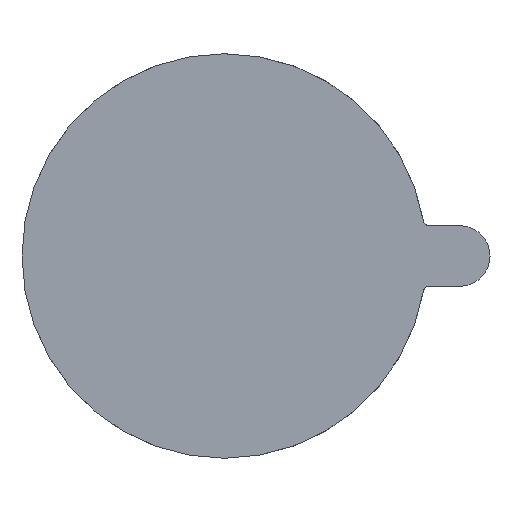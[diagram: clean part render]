
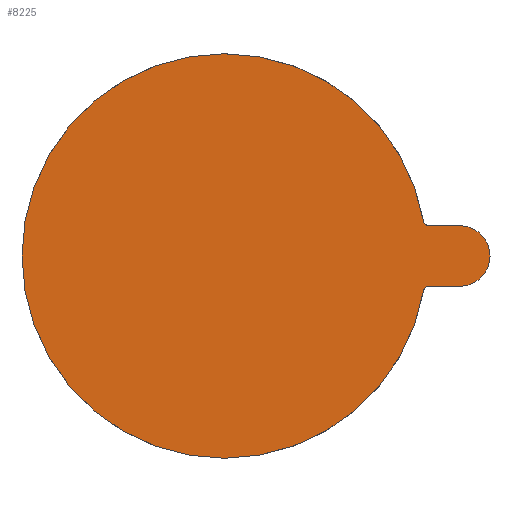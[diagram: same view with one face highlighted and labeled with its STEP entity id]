
A CAD part, top view. The second image highlights one B-rep face of the part: STEP entity #8225.
In plain terms, the highlighted planar face has unit normal (0, 0, 1).
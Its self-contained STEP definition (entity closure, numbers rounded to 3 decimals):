
#27 = VERTEX_POINT ( 'NONE', #8667 ) ;
#38 = VECTOR ( 'NONE', #11598, 1000. ) ;
#240 = DIRECTION ( 'NONE',  ( 0., 1., 0. ) ) ;
#381 = CARTESIAN_POINT ( 'NONE',  ( 70.223, 50.036, 0.34 ) ) ;
#668 = DIRECTION ( 'NONE',  ( 0., 1., 0. ) ) ;
#873 = EDGE_CURVE ( 'NONE', #3851, #27, #4015, .T. ) ;
#1244 = CIRCLE ( 'NONE', #9583, 0.504 ) ;
#1584 = ORIENTED_EDGE ( 'NONE', *, *, #2008, .T. ) ;
#1926 = EDGE_CURVE ( 'NONE', #27, #8862, #10794, .T. ) ;
#2008 = EDGE_CURVE ( 'NONE', #2694, #4420, #7401, .T. ) ;
#2028 = DIRECTION ( 'NONE',  ( 0., 0., 1. ) ) ;
#2136 = DIRECTION ( 'NONE',  ( -1., 0., 0. ) ) ;
#2224 = ORIENTED_EDGE ( 'NONE', *, *, #10587, .F. ) ;
#2276 = LINE ( 'NONE', #8713, #8795 ) ;
#2304 = CARTESIAN_POINT ( 'NONE',  ( 70.221, 49.538, 0.34 ) ) ;
#2694 = VERTEX_POINT ( 'NONE', #3103 ) ;
#2753 = VERTEX_POINT ( 'NONE', #4291 ) ;
#2909 = DIRECTION ( 'NONE',  ( 0., 1., 0. ) ) ;
#2949 = CIRCLE ( 'NONE', #4505, 20. ) ;
#3027 = CARTESIAN_POINT ( 'NONE',  ( 70.225, 56.036, 0.34 ) ) ;
#3103 = CARTESIAN_POINT ( 'NONE',  ( 73.298, 50.036, 0.34 ) ) ;
#3571 = AXIS2_PLACEMENT_3D ( 'NONE', #2304, #2028, #6613 ) ;
#3851 = VERTEX_POINT ( 'NONE', #381 ) ;
#4015 = CIRCLE ( 'NONE', #3571, 0.497 ) ;
#4036 = AXIS2_PLACEMENT_3D ( 'NONE', #11373, #8106, #5131 ) ;
#4064 = CARTESIAN_POINT ( 'NONE',  ( 73.298, 56.036, 0.34 ) ) ;
#4291 = CARTESIAN_POINT ( 'NONE',  ( 70.225, 56.036, 0.34 ) ) ;
#4420 = VERTEX_POINT ( 'NONE', #4064 ) ;
#4464 = CARTESIAN_POINT ( 'NONE',  ( 50.024, 53.035, 0.34 ) ) ;
#4505 = AXIS2_PLACEMENT_3D ( 'NONE', #4464, #10998, #8793 ) ;
#4678 = AXIS2_PLACEMENT_3D ( 'NONE', #8275, #7288, #2909 ) ;
#4834 = ORIENTED_EDGE ( 'NONE', *, *, #1926, .F. ) ;
#5131 = DIRECTION ( 'NONE',  ( 0., 1., 0. ) ) ;
#5618 = EDGE_CURVE ( 'NONE', #2753, #4420, #12345, .T. ) ;
#6295 = ORIENTED_EDGE ( 'NONE', *, *, #8737, .F. ) ;
#6613 = DIRECTION ( 'NONE',  ( 0., 1., 0. ) ) ;
#6642 = DIRECTION ( 'NONE',  ( 0., 0., 1. ) ) ;
#7084 = CARTESIAN_POINT ( 'NONE',  ( 30.024, 53.036, 0.34 ) ) ;
#7288 = DIRECTION ( 'NONE',  ( 0., 0., -1. ) ) ;
#7401 = CIRCLE ( 'NONE', #8076, 3. ) ;
#8076 = AXIS2_PLACEMENT_3D ( 'NONE', #12264, #6642, #240 ) ;
#8106 = DIRECTION ( 'NONE',  ( 0., 0., -1. ) ) ;
#8213 = ORIENTED_EDGE ( 'NONE', *, *, #873, .F. ) ;
#8225 = ADVANCED_FACE ( 'NONE', ( #8901 ), #13244, .F. ) ;
#8275 = CARTESIAN_POINT ( 'NONE',  ( 50.024, 53.036, 0.34 ) ) ;
#8667 = CARTESIAN_POINT ( 'NONE',  ( 69.731, 49.621, 0.34 ) ) ;
#8713 = CARTESIAN_POINT ( 'NONE',  ( 73.298, 50.036, 0.34 ) ) ;
#8737 = EDGE_CURVE ( 'NONE', #8862, #13753, #2949, .T. ) ;
#8793 = DIRECTION ( 'NONE',  ( 0., 1., 0. ) ) ;
#8795 = VECTOR ( 'NONE', #2136, 1000. ) ;
#8862 = VERTEX_POINT ( 'NONE', #7084 ) ;
#8901 = FACE_OUTER_BOUND ( 'NONE', #11645, .T. ) ;
#9152 = DIRECTION ( 'NONE',  ( 0., 0., 1. ) ) ;
#9583 = AXIS2_PLACEMENT_3D ( 'NONE', #10343, #9152, #668 ) ;
#10343 = CARTESIAN_POINT ( 'NONE',  ( 70.226, 56.539, 0.34 ) ) ;
#10587 = EDGE_CURVE ( 'NONE', #13753, #2753, #1244, .T. ) ;
#10794 = CIRCLE ( 'NONE', #4678, 20. ) ;
#10998 = DIRECTION ( 'NONE',  ( 0., 0., -1. ) ) ;
#11113 = ORIENTED_EDGE ( 'NONE', *, *, #13255, .F. ) ;
#11373 = CARTESIAN_POINT ( 'NONE',  ( 70.226, 56.539, 0.34 ) ) ;
#11598 = DIRECTION ( 'NONE',  ( 1., 0., 0. ) ) ;
#11645 = EDGE_LOOP ( 'NONE', ( #2224, #6295, #4834, #8213, #11113, #1584, #12298 ) ) ;
#12264 = CARTESIAN_POINT ( 'NONE',  ( 73.298, 53.036, 0.34 ) ) ;
#12298 = ORIENTED_EDGE ( 'NONE', *, *, #5618, .F. ) ;
#12345 = LINE ( 'NONE', #3027, #38 ) ;
#13244 = PLANE ( 'NONE',  #4036 ) ;
#13255 = EDGE_CURVE ( 'NONE', #2694, #3851, #2276, .T. ) ;
#13753 = VERTEX_POINT ( 'NONE', #13856 ) ;
#13856 = CARTESIAN_POINT ( 'NONE',  ( 69.73, 56.452, 0.34 ) ) ;
